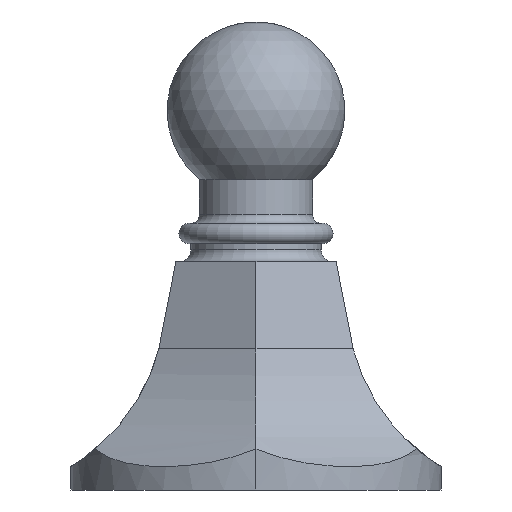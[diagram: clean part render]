
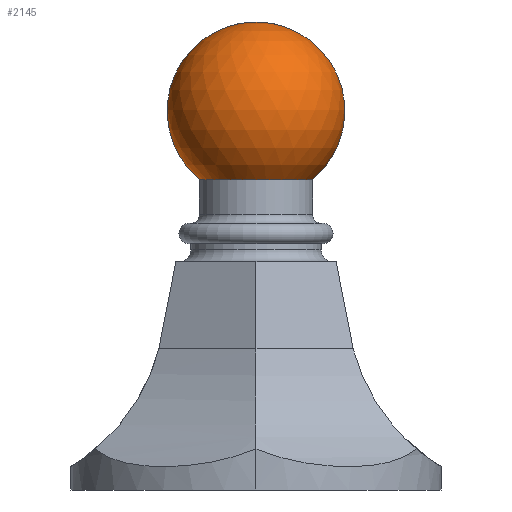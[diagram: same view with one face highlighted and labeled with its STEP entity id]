
A CAD part, left-side view. The second image highlights one B-rep face of the part: STEP entity #2145.
In plain terms, the highlighted spherical face has radius 14.986 mm.
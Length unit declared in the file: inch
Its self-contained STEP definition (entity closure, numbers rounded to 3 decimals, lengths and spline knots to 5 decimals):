
#787=CARTESIAN_POINT('',(-9.,0.,2.516));
#788=DIRECTION('',(1.,0.,0.));
#789=DIRECTION('',(0.,0.636,-0.772));
#790=AXIS2_PLACEMENT_3D('',#787,#788,#789);
#795=CARTESIAN_POINT('',(-9.,0.,2.516));
#796=DIRECTION('',(-1.,0.,0.));
#797=DIRECTION('',(0.,-0.636,-0.772));
#798=AXIS2_PLACEMENT_3D('',#795,#796,#797);
#803=CARTESIAN_POINT('',(-9.,0.,2.06051));
#804=DIRECTION('',(0.,0.,1.));
#805=DIRECTION('',(0.,1.,0.));
#806=AXIS2_PLACEMENT_3D('',#803,#804,#805);
#1551=CARTESIAN_POINT('',(-9.,0.375,2.06051));
#1552=CARTESIAN_POINT('',(-9.,0.,3.106));
#1553=VERTEX_POINT('',#1551);
#1554=VERTEX_POINT('',#1552);
#1555=CARTESIAN_POINT('',(-9.,-0.375,2.06051));
#1556=VERTEX_POINT('',#1555);
#2134=CARTESIAN_POINT('',(-9.,0.,2.516));
#2135=DIRECTION('',(0.,0.,-1.));
#2136=DIRECTION('',(0.,-1.,0.));
#2137=AXIS2_PLACEMENT_3D('',#2134,#2135,#2136);
#2138=SPHERICAL_SURFACE('',#2137,0.59);
#2139=ORIENTED_EDGE('',*,*,#2114,.T.);
#2140=ORIENTED_EDGE('',*,*,#2118,.F.);
#2142=ORIENTED_EDGE('',*,*,#2141,.F.);
#2143=EDGE_LOOP('',(#2139,#2140,#2142));
#2144=FACE_OUTER_BOUND('',#2143,.F.);
#791=CIRCLE('',#790,0.59);
#799=CIRCLE('',#798,0.59);
#807=CIRCLE('',#806,0.375);
#2114=EDGE_CURVE('',#1553,#1554,#791,.T.);
#2118=EDGE_CURVE('',#1556,#1554,#799,.T.);
#2141=EDGE_CURVE('',#1553,#1556,#807,.T.);
#2145=ADVANCED_FACE('',(#2144),#2138,.T.);
